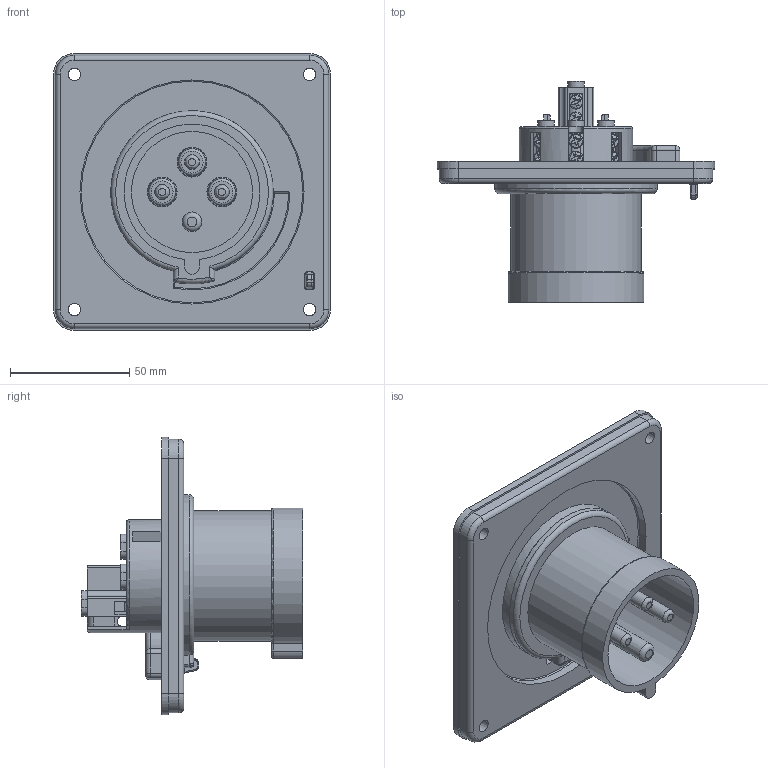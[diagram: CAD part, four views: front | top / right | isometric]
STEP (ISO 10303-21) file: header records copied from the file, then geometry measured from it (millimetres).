
FILE_DESCRIPTION(/* description */ (''),/* implementation_level */ '2;1');
FILE_NAME(/* name */ '4003594.stp',/* time_stamp */ '2019-03-01T11:22:43+01:00',/* author */ (''),/* organization */ (''),/* preprocessor_version */ 'ST-DEVELOPER v16.7',/* originating_system */ 'SIEMENS PLM Software NX 12.0',/* authorisation */ '');
FILE_SCHEMA (('AUTOMOTIVE_DESIGN { 1 0 10303 214 3 1 1 1 }'));
Products named in the file (1): bsom23CC53FBp1ye
Bounding box: 116 x 92.5 x 116 mm (x, y, z)
Volume: 87562.5 mm3; surface area: 111383.4 mm2
Topology: 19 solids, 19 shells, 2113 faces, 5084 edges, 3039 vertices
Faces by surface type: plane 728, cylinder 645, bspline 350, torus 218, sphere 110, cone 62
Full cylindrical faces by diameter (mm): 1.8 x3, 1.875 x3, 2.5 x3, 2.7 x3, 2.8 x8, 3.5 x8, 4.2 x4, 4.3 x3, 4.4 x4, 4.7 x4, 5 x3, 5.1 x4, 5.5 x4, 6 x11, 6.3 x3, 8 x3, 8.3 x4, 9.002 x1, 9.3 x1, 11 x3, 11.998 x1, 47.6 x1, 50.7 x1, 54.5 x1, 55.5 x1, 61.1 x1, 68 x1, 93.8 x1, 98.8 x1
Entity records: 74324 total; most frequent: CARTESIAN_POINT 27787, DIRECTION 9683, ORIENTED_EDGE 9498, EDGE_CURVE 4749, AXIS2_PLACEMENT_3D 3826, VERTEX_POINT 2957, EDGE_LOOP 2462, ADVANCED_FACE 2112
